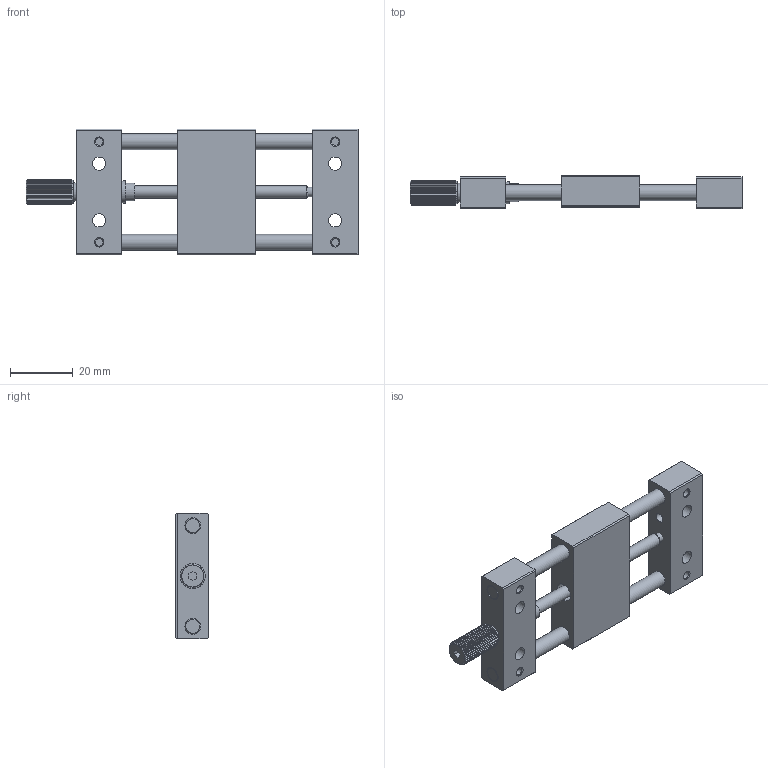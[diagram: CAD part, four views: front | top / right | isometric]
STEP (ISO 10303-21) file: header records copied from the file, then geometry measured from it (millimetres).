
FILE_DESCRIPTION (( 'STEP AP203' ), '1' );
FILE_NAME ('528982.STEP', '2024-11-12T01:27:50', ( 'Windows User' ), ( 'P R C' ), 'SwSTEP 2.0', 'SolidWorks 2020', '' );
FILE_SCHEMA (( 'CONFIG_CONTROL_DESIGN' ));
Length unit declared in the file: millimetre
Products named in the file (1): 528982
Bounding box: 105.5 x 10.5 x 40 mm (x, y, z)
Volume: 22597.4 mm3; surface area: 15288 mm2
Topology: 6 solids, 6 shells, 307 faces, 710 edges, 429 vertices
Faces by surface type: plane 138, cone 101, cylinder 68
Full cylindrical faces by diameter (mm): 2.459 x7, 3 x4, 3.242 x4, 4 x1, 4.2 x4, 4.999 x2, 5 x6, 5.6 x1, 6 x6, 7 x1
Entity records: 8593 total; most frequent: CARTESIAN_POINT 2104, DIRECTION 1298, ORIENTED_EDGE 1250, EDGE_CURVE 625, AXIS2_PLACEMENT_3D 542, EDGE_LOOP 419, VERTEX_POINT 404, FACE_OUTER_BOUND 343
